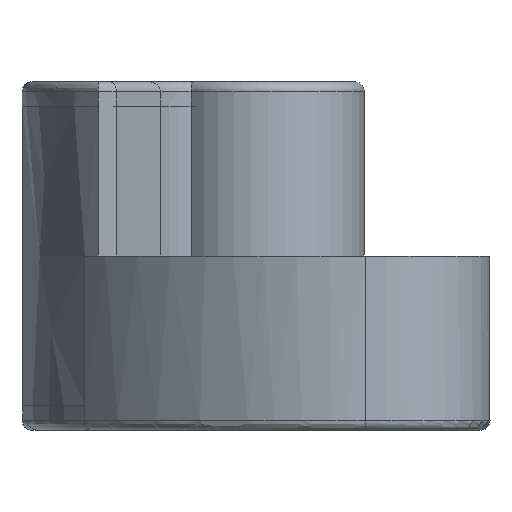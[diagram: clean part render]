
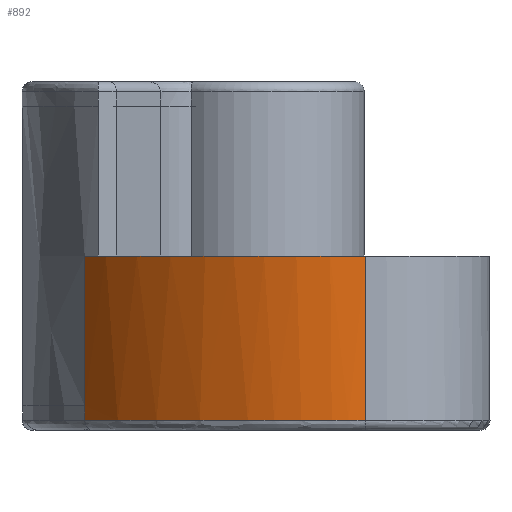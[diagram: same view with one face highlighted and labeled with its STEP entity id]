
A CAD part, left-side view. The second image highlights one B-rep face of the part: STEP entity #892.
In plain terms, the highlighted free-form (B-spline) face has degree [3, 1] with [4, 2] control points.
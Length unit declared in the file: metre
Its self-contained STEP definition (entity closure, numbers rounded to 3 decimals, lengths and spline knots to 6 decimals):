
#100=B_SPLINE_CURVE_WITH_KNOTS('',3,(#1643,#1644,#1645,#1646),
 .UNSPECIFIED.,.F.,.F.,(4,4),(0.,1.),.PIECEWISE_BEZIER_KNOTS.);
#106=B_SPLINE_CURVE_WITH_KNOTS('',3,(#1996,#1997,#1998,#1999),
 .UNSPECIFIED.,.F.,.F.,(4,4),(0.,0.6),.UNSPECIFIED.);
#107=B_SPLINE_CURVE_WITH_KNOTS('',3,(#2001,#2002,#2003,#2004,#2005,#2006,
#2007),.UNSPECIFIED.,.F.,.F.,(4,1,1,1,4),(0.,0.003439,0.006879,
0.010318,0.013758),.UNSPECIFIED.);
#220=ORIENTED_EDGE('',*,*,#445,.T.);
#221=ORIENTED_EDGE('',*,*,#446,.T.);
#222=ORIENTED_EDGE('',*,*,#424,.F.);
#223=ORIENTED_EDGE('',*,*,#433,.T.);
#224=ORIENTED_EDGE('',*,*,#435,.F.);
#424=EDGE_CURVE('',#546,#547,#619,.T.);
#433=EDGE_CURVE('',#546,#554,#100,.T.);
#435=EDGE_CURVE('',#555,#554,#623,.F.);
#445=EDGE_CURVE('',#555,#562,#106,.T.);
#446=EDGE_CURVE('',#562,#547,#107,.T.);
#546=VERTEX_POINT('',#1615);
#547=VERTEX_POINT('',#1616);
#554=VERTEX_POINT('',#1642);
#555=VERTEX_POINT('',#1710);
#562=VERTEX_POINT('',#2000);
#619=LINE('',#1614,#682);
#623=LINE('',#1711,#686);
#682=VECTOR('',#1093,1.);
#686=VECTOR('',#1105,1.);
#750=EDGE_LOOP('',(#220,#221,#222,#223,#224));
#819=FACE_BOUND('',#750,.T.);
#869=B_SPLINE_SURFACE_WITH_KNOTS('',3,1,((#1988,#1989),(#1990,#1991),(#1992,
#1993),(#1994,#1995)),.SURF_OF_LINEAR_EXTRUSION.,.F.,.F.,.F.,(4,4),(2,2),
(0.,0.999489),(0.,1.),
 .PIECEWISE_BEZIER_KNOTS.);
#892=ADVANCED_FACE('',(#819),#869,.T.);
#1093=DIRECTION('',(0.,0.,-1.));
#1105=DIRECTION('',(0.,0.,-1.));
#1614=CARTESIAN_POINT('',(-0.0365,0.,0.006));
#1615=CARTESIAN_POINT('',(-0.0365,0.,0.006));
#1616=CARTESIAN_POINT('',(-0.0365,0.,-0.0006));
#1642=CARTESIAN_POINT('',(-0.03001,0.011263,0.006));
#1643=CARTESIAN_POINT('',(-0.0365,0.,0.006));
#1644=CARTESIAN_POINT('',(-0.037062,0.005437,0.006));
#1645=CARTESIAN_POINT('',(-0.032143,0.009922,0.006));
#1646=CARTESIAN_POINT('',(-0.030006,0.011265,0.006));
#1710=CARTESIAN_POINT('',(-0.03001,0.011263,0.));
#1711=CARTESIAN_POINT('',(-0.03001,0.011263,0.006));
#1988=CARTESIAN_POINT('',(-0.0365,0.,0.006));
#1989=CARTESIAN_POINT('',(-0.0365,0.,-0.0006));
#1990=CARTESIAN_POINT('',(-0.037062,0.005434,0.006));
#1991=CARTESIAN_POINT('',(-0.037062,0.005434,-0.0006));
#1992=CARTESIAN_POINT('',(-0.032148,0.009918,0.006));
#1993=CARTESIAN_POINT('',(-0.032148,0.009918,-0.0006));
#1994=CARTESIAN_POINT('',(-0.03001,0.011263,0.006));
#1995=CARTESIAN_POINT('',(-0.03001,0.011263,-0.0006));
#1996=CARTESIAN_POINT('',(-0.03001,0.011263,0.));
#1997=CARTESIAN_POINT('',(-0.03001,0.011263,-0.0002));
#1998=CARTESIAN_POINT('',(-0.03001,0.011263,-0.0004));
#1999=CARTESIAN_POINT('',(-0.03001,0.011263,-0.0006));
#2000=CARTESIAN_POINT('',(-0.03001,0.011263,-0.0006));
#2001=CARTESIAN_POINT('',(-0.03001,0.011263,-0.0006));
#2002=CARTESIAN_POINT('',(-0.03098,0.010652,-0.0006));
#2003=CARTESIAN_POINT('',(-0.032685,0.009173,-0.0006));
#2004=CARTESIAN_POINT('',(-0.034874,0.006518,-0.0006));
#2005=CARTESIAN_POINT('',(-0.036366,0.003422,-0.0006));
#2006=CARTESIAN_POINT('',(-0.036618,0.001142,-0.0006));
#2007=CARTESIAN_POINT('',(-0.0365,0.,-0.0006));
